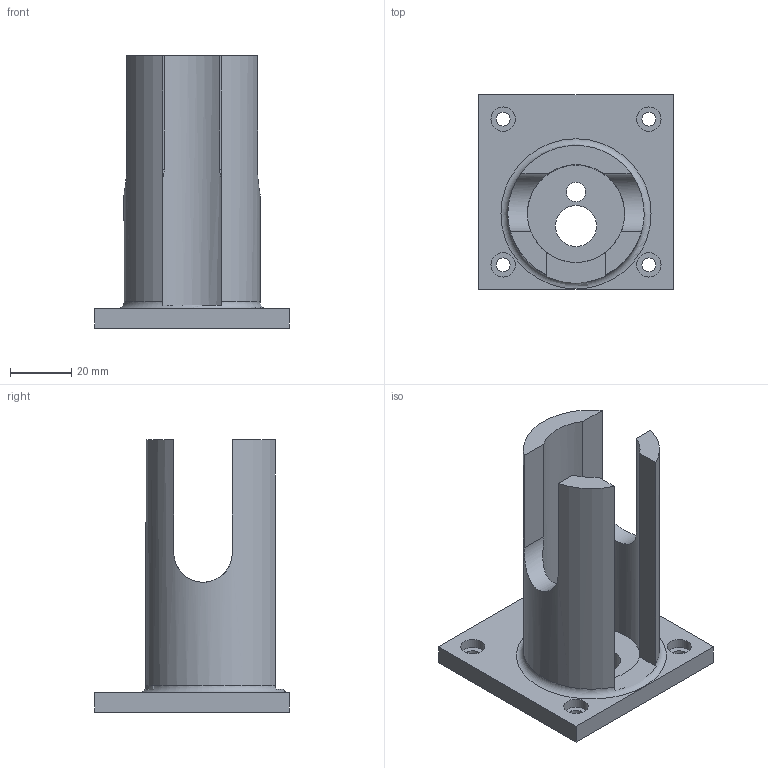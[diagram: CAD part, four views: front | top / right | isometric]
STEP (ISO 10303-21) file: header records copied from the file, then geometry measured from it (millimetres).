
FILE_DESCRIPTION(('FreeCAD Model'),'2;1');
FILE_NAME('Open CASCADE Shape Model','2025-07-17T15:07:48',(''),(''), 'Open CASCADE STEP processor 7.8','FreeCAD','Unknown');
FILE_SCHEMA(('AUTOMOTIVE_DESIGN { 1 0 10303 214 1 1 1 1 }'));
Length unit declared in the file: millimetre
Products named in the file (1): Body
Bounding box: 63.5 x 63.5 x 88.9 mm (x, y, z)
Volume: 64657.6 mm3; surface area: 25303.3 mm2
Topology: 1 solids, 1 shells, 36 faces, 88 edges, 59 vertices
Faces by surface type: plane 21, cylinder 14, torus 1
Full cylindrical faces by diameter (mm): 4.572 x4, 6.35 x1, 7.938 x4, 13.462 x1, 31.75 x1
Entity records: 1444 total; most frequent: CARTESIAN_POINT 528, DIRECTION 185, ORIENTED_EDGE 176, EDGE_CURVE 88, AXIS2_PLACEMENT_3D 69, VERTEX_POINT 59, FACE_BOUND 53, EDGE_LOOP 53
